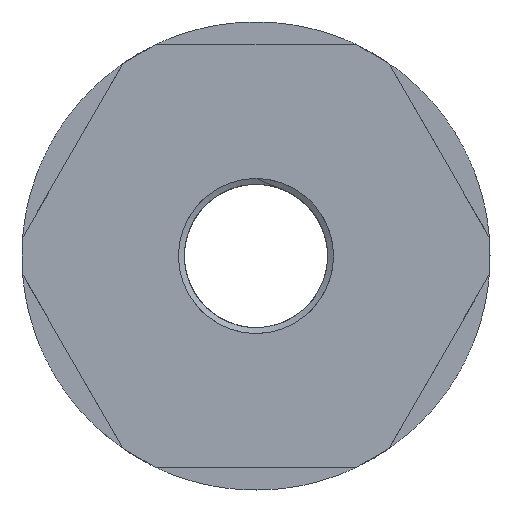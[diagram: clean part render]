
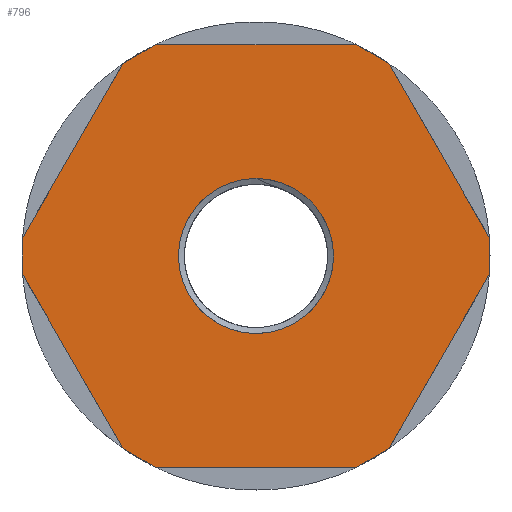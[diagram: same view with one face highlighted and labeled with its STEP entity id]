
A CAD part, left-side view. The second image highlights one B-rep face of the part: STEP entity #796.
In plain terms, the highlighted planar face has unit normal (-1, 0, 0).
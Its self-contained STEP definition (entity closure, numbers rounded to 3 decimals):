
#22=FACE_BOUND('',#316,.T.);
#45=PLANE('',#883);
#52=LINE('',#2217,#108);
#55=LINE('',#2228,#111);
#59=LINE('',#2240,#115);
#63=LINE('',#2252,#119);
#67=LINE('',#2264,#123);
#71=LINE('',#2276,#127);
#75=LINE('',#2288,#131);
#79=LINE('',#2300,#135);
#83=LINE('',#2312,#139);
#87=LINE('',#2324,#143);
#91=LINE('',#2336,#147);
#94=LINE('',#2345,#150);
#108=VECTOR('',#908,10.);
#111=VECTOR('',#919,10.);
#115=VECTOR('',#931,10.);
#119=VECTOR('',#943,10.);
#123=VECTOR('',#955,10.);
#127=VECTOR('',#967,10.);
#131=VECTOR('',#979,10.);
#135=VECTOR('',#991,10.);
#139=VECTOR('',#1003,10.);
#143=VECTOR('',#1015,10.);
#147=VECTOR('',#1027,10.);
#150=VECTOR('',#1038,10.);
#160=CIRCLE('',#811,0.1);
#163=CIRCLE('',#816,0.1);
#164=CIRCLE('',#819,0.1);
#167=CIRCLE('',#824,0.1);
#168=CIRCLE('',#827,0.1);
#171=CIRCLE('',#832,0.1);
#172=CIRCLE('',#835,0.1);
#175=CIRCLE('',#840,0.1);
#176=CIRCLE('',#843,0.1);
#179=CIRCLE('',#848,0.1);
#180=CIRCLE('',#851,0.1);
#183=CIRCLE('',#856,0.1);
#188=CIRCLE('',#869,10.091);
#262=FACE_OUTER_BOUND('',#315,.T.);
#315=EDGE_LOOP('',(#715,#716,#717,#718,#719,#720,#721,#722,#723,#724,#725,
#726,#727,#728,#729,#730,#731,#732,#733,#734,#735,#736,#737,#738));
#316=EDGE_LOOP('',(#739));
#346=VERTEX_POINT('',#2204);
#347=VERTEX_POINT('',#2205);
#351=VERTEX_POINT('',#2215);
#354=VERTEX_POINT('',#2222);
#355=VERTEX_POINT('',#2224);
#356=VERTEX_POINT('',#2231);
#357=VERTEX_POINT('',#2232);
#362=VERTEX_POINT('',#2246);
#363=VERTEX_POINT('',#2248);
#364=VERTEX_POINT('',#2255);
#365=VERTEX_POINT('',#2256);
#370=VERTEX_POINT('',#2270);
#371=VERTEX_POINT('',#2272);
#372=VERTEX_POINT('',#2279);
#373=VERTEX_POINT('',#2280);
#378=VERTEX_POINT('',#2294);
#379=VERTEX_POINT('',#2296);
#380=VERTEX_POINT('',#2303);
#381=VERTEX_POINT('',#2304);
#386=VERTEX_POINT('',#2318);
#387=VERTEX_POINT('',#2320);
#388=VERTEX_POINT('',#2327);
#389=VERTEX_POINT('',#2328);
#393=VERTEX_POINT('',#2341);
#408=VERTEX_POINT('',#4637);
#424=EDGE_CURVE('',#346,#347,#160,.T.);
#430=EDGE_CURVE('',#346,#351,#52,.T.);
#433=EDGE_CURVE('',#354,#355,#163,.T.);
#435=EDGE_CURVE('',#354,#347,#55,.T.);
#437=EDGE_CURVE('',#356,#357,#164,.T.);
#441=EDGE_CURVE('',#356,#355,#59,.T.);
#445=EDGE_CURVE('',#362,#363,#167,.T.);
#447=EDGE_CURVE('',#362,#357,#63,.T.);
#449=EDGE_CURVE('',#364,#365,#168,.T.);
#453=EDGE_CURVE('',#364,#363,#67,.T.);
#457=EDGE_CURVE('',#370,#371,#171,.T.);
#459=EDGE_CURVE('',#370,#365,#71,.T.);
#461=EDGE_CURVE('',#372,#373,#172,.T.);
#465=EDGE_CURVE('',#372,#371,#75,.T.);
#469=EDGE_CURVE('',#378,#379,#175,.T.);
#471=EDGE_CURVE('',#378,#373,#79,.T.);
#473=EDGE_CURVE('',#380,#381,#176,.T.);
#477=EDGE_CURVE('',#380,#379,#83,.T.);
#481=EDGE_CURVE('',#386,#387,#179,.T.);
#483=EDGE_CURVE('',#386,#381,#87,.T.);
#485=EDGE_CURVE('',#388,#389,#180,.T.);
#489=EDGE_CURVE('',#388,#387,#91,.T.);
#493=EDGE_CURVE('',#393,#351,#183,.T.);
#494=EDGE_CURVE('',#393,#389,#94,.T.);
#518=EDGE_CURVE('',#408,#408,#188,.T.);
#715=ORIENTED_EDGE('',*,*,#424,.F.);
#716=ORIENTED_EDGE('',*,*,#430,.T.);
#717=ORIENTED_EDGE('',*,*,#493,.F.);
#718=ORIENTED_EDGE('',*,*,#494,.T.);
#719=ORIENTED_EDGE('',*,*,#485,.F.);
#720=ORIENTED_EDGE('',*,*,#489,.T.);
#721=ORIENTED_EDGE('',*,*,#481,.F.);
#722=ORIENTED_EDGE('',*,*,#483,.T.);
#723=ORIENTED_EDGE('',*,*,#473,.F.);
#724=ORIENTED_EDGE('',*,*,#477,.T.);
#725=ORIENTED_EDGE('',*,*,#469,.F.);
#726=ORIENTED_EDGE('',*,*,#471,.T.);
#727=ORIENTED_EDGE('',*,*,#461,.F.);
#728=ORIENTED_EDGE('',*,*,#465,.T.);
#729=ORIENTED_EDGE('',*,*,#457,.F.);
#730=ORIENTED_EDGE('',*,*,#459,.T.);
#731=ORIENTED_EDGE('',*,*,#449,.F.);
#732=ORIENTED_EDGE('',*,*,#453,.T.);
#733=ORIENTED_EDGE('',*,*,#445,.F.);
#734=ORIENTED_EDGE('',*,*,#447,.T.);
#735=ORIENTED_EDGE('',*,*,#437,.F.);
#736=ORIENTED_EDGE('',*,*,#441,.T.);
#737=ORIENTED_EDGE('',*,*,#433,.F.);
#738=ORIENTED_EDGE('',*,*,#435,.T.);
#739=ORIENTED_EDGE('',*,*,#518,.T.);
#796=ADVANCED_FACE('',(#262,#22),#45,.T.);
#811=AXIS2_PLACEMENT_3D('',#2206,#898,#899);
#816=AXIS2_PLACEMENT_3D('',#2225,#914,#915);
#819=AXIS2_PLACEMENT_3D('',#2233,#923,#924);
#824=AXIS2_PLACEMENT_3D('',#2249,#938,#939);
#827=AXIS2_PLACEMENT_3D('',#2257,#947,#948);
#832=AXIS2_PLACEMENT_3D('',#2273,#962,#963);
#835=AXIS2_PLACEMENT_3D('',#2281,#971,#972);
#840=AXIS2_PLACEMENT_3D('',#2297,#986,#987);
#843=AXIS2_PLACEMENT_3D('',#2305,#995,#996);
#848=AXIS2_PLACEMENT_3D('',#2321,#1010,#1011);
#851=AXIS2_PLACEMENT_3D('',#2329,#1019,#1020);
#856=AXIS2_PLACEMENT_3D('',#2343,#1034,#1035);
#869=AXIS2_PLACEMENT_3D('',#4638,#1069,#1070);
#883=AXIS2_PLACEMENT_3D('',#4658,#1097,#1098);
#898=DIRECTION('center_axis',(1.,0.,0.));
#899=DIRECTION('ref_axis',(0.,-0.259,0.966));
#908=DIRECTION('',(0.,1.,0.));
#914=DIRECTION('center_axis',(1.,0.,0.));
#915=DIRECTION('ref_axis',(0.,-0.707,0.707));
#919=DIRECTION('',(0.,0.866,0.5));
#923=DIRECTION('center_axis',(1.,0.,0.));
#924=DIRECTION('ref_axis',(0.,-0.966,0.259));
#931=DIRECTION('',(0.,0.5,0.866));
#938=DIRECTION('center_axis',(1.,0.,0.));
#939=DIRECTION('ref_axis',(0.,-0.966,-0.259));
#943=DIRECTION('',(0.,0.,1.));
#947=DIRECTION('center_axis',(1.,0.,0.));
#948=DIRECTION('ref_axis',(0.,-0.707,-0.707));
#955=DIRECTION('',(0.,-0.5,0.866));
#962=DIRECTION('center_axis',(1.,0.,0.));
#963=DIRECTION('ref_axis',(0.,-0.259,-0.966));
#967=DIRECTION('',(0.,-0.866,0.5));
#971=DIRECTION('center_axis',(1.,0.,0.));
#972=DIRECTION('ref_axis',(0.,0.259,-0.966));
#979=DIRECTION('',(0.,-1.,0.));
#986=DIRECTION('center_axis',(1.,0.,0.));
#987=DIRECTION('ref_axis',(0.,0.707,-0.707));
#991=DIRECTION('',(0.,-0.866,-0.5));
#995=DIRECTION('center_axis',(1.,0.,0.));
#996=DIRECTION('ref_axis',(0.,0.966,-0.259));
#1003=DIRECTION('',(0.,-0.5,-0.866));
#1010=DIRECTION('center_axis',(1.,0.,0.));
#1011=DIRECTION('ref_axis',(0.,0.966,0.259));
#1015=DIRECTION('',(0.,0.,-1.));
#1019=DIRECTION('center_axis',(1.,0.,0.));
#1020=DIRECTION('ref_axis',(0.,0.707,0.707));
#1027=DIRECTION('',(0.,0.5,-0.866));
#1034=DIRECTION('center_axis',(1.,0.,0.));
#1035=DIRECTION('ref_axis',(0.,0.259,0.966));
#1038=DIRECTION('',(0.,0.866,-0.5));
#1069=DIRECTION('center_axis',(1.,0.,0.));
#1070=DIRECTION('ref_axis',(0.,0.,-1.));
#1097=DIRECTION('center_axis',(-1.,0.,0.));
#1098=DIRECTION('ref_axis',(0.,0.,1.));
#2204=CARTESIAN_POINT('',(-21.,-13.048,27.5));
#2205=CARTESIAN_POINT('',(-21.,-13.098,27.487));
#2206=CARTESIAN_POINT('Origin',(-21.,-13.048,27.4));
#2215=CARTESIAN_POINT('',(-21.,13.048,27.5));
#2217=CARTESIAN_POINT('',(-21.,8.688,27.5));
#2222=CARTESIAN_POINT('',(-21.,-17.255,25.087));
#2224=CARTESIAN_POINT('',(-21.,-17.292,25.05));
#2225=CARTESIAN_POINT('Origin',(-21.,-17.205,25.));
#2228=CARTESIAN_POINT('',(-21.,-4.809,32.273));
#2231=CARTESIAN_POINT('',(-21.,-30.34,2.45));
#2232=CARTESIAN_POINT('',(-21.,-30.353,2.4));
#2233=CARTESIAN_POINT('Origin',(-21.,-30.253,2.4));
#2240=CARTESIAN_POINT('',(-21.,-23.278,14.681));
#2246=CARTESIAN_POINT('',(-21.,-30.353,-2.4));
#2248=CARTESIAN_POINT('',(-21.,-30.34,-2.45));
#2249=CARTESIAN_POINT('Origin',(-21.,-30.253,-2.4));
#2252=CARTESIAN_POINT('',(-21.,-30.353,-1.213));
#2255=CARTESIAN_POINT('',(-21.,-17.292,-25.05));
#2256=CARTESIAN_POINT('',(-21.,-17.255,-25.087));
#2257=CARTESIAN_POINT('Origin',(-21.,-17.205,-25.));
#2264=CARTESIAN_POINT('',(-21.,-16.741,-26.004));
#2270=CARTESIAN_POINT('',(-21.,-13.098,-27.487));
#2272=CARTESIAN_POINT('',(-21.,-13.048,-27.5));
#2273=CARTESIAN_POINT('Origin',(-21.,-13.048,-27.4));
#2276=CARTESIAN_POINT('',(-21.,-2.707,-33.486));
#2279=CARTESIAN_POINT('',(-21.,13.048,-27.5));
#2280=CARTESIAN_POINT('',(-21.,13.098,-27.487));
#2281=CARTESIAN_POINT('Origin',(-21.,13.048,-27.4));
#2288=CARTESIAN_POINT('',(-21.,21.762,-27.5));
#2294=CARTESIAN_POINT('',(-21.,17.255,-25.087));
#2296=CARTESIAN_POINT('',(-21.,17.292,-25.05));
#2297=CARTESIAN_POINT('Origin',(-21.,17.205,-25.));
#2300=CARTESIAN_POINT('',(-21.,27.646,-19.087));
#2303=CARTESIAN_POINT('',(-21.,30.34,-2.45));
#2304=CARTESIAN_POINT('',(-21.,30.353,-2.4));
#2305=CARTESIAN_POINT('Origin',(-21.,30.253,-2.4));
#2312=CARTESIAN_POINT('',(-21.,30.891,-1.496));
#2318=CARTESIAN_POINT('',(-21.,30.353,2.4));
#2320=CARTESIAN_POINT('',(-21.,30.34,2.45));
#2321=CARTESIAN_POINT('Origin',(-21.,30.253,2.4));
#2324=CARTESIAN_POINT('',(-21.,30.353,1.213));
#2327=CARTESIAN_POINT('',(-21.,17.292,25.05));
#2328=CARTESIAN_POINT('',(-21.,17.255,25.087));
#2329=CARTESIAN_POINT('Origin',(-21.,17.205,25.));
#2336=CARTESIAN_POINT('',(-21.,24.353,12.819));
#2341=CARTESIAN_POINT('',(-21.,13.098,27.487));
#2343=CARTESIAN_POINT('Origin',(-21.,13.048,27.4));
#2345=CARTESIAN_POINT('',(-21.,25.544,20.301));
#4637=CARTESIAN_POINT('',(-21.,10.091,0.));
#4638=CARTESIAN_POINT('Origin',(-21.,0.,0.));
#4658=CARTESIAN_POINT('Origin',(-21.,30.45,0.));
